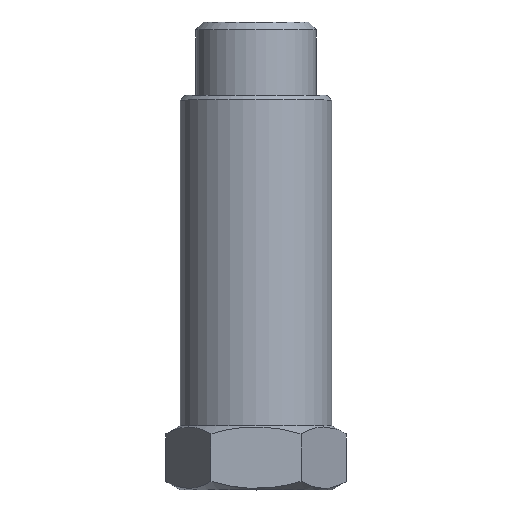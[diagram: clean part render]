
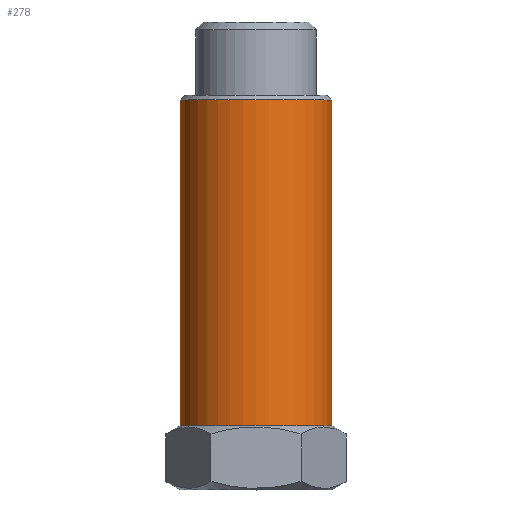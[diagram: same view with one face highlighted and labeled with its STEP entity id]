
A CAD part, top view. The second image highlights one B-rep face of the part: STEP entity #278.
In plain terms, the highlighted cylindrical face has radius 8.25 mm (diameter 16.5 mm), a full revolution.
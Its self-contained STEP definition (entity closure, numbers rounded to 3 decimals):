
#45=CYLINDRICAL_SURFACE('',#318,8.25);
#65=ORIENTED_EDGE('',*,*,#125,.F.);
#66=ORIENTED_EDGE('',*,*,#124,.T.);
#124=EDGE_CURVE('',#156,#156,#182,.T.);
#125=EDGE_CURVE('',#157,#157,#183,.T.);
#156=VERTEX_POINT('',#437);
#157=VERTEX_POINT('',#440);
#182=CIRCLE('',#317,8.25);
#183=CIRCLE('',#319,8.25);
#201=EDGE_LOOP('',(#65));
#202=EDGE_LOOP('',(#66));
#237=FACE_BOUND('',#201,.T.);
#238=FACE_BOUND('',#202,.T.);
#278=ADVANCED_FACE('',(#237,#238),#45,.T.);
#317=AXIS2_PLACEMENT_3D('',#436,#364,#365);
#318=AXIS2_PLACEMENT_3D('',#438,#366,#367);
#319=AXIS2_PLACEMENT_3D('',#439,#368,#369);
#364=DIRECTION('',(0.,-1.,0.));
#365=DIRECTION('',(0.,0.,-1.));
#366=DIRECTION('',(0.,-1.,0.));
#367=DIRECTION('',(0.,0.,-1.));
#368=DIRECTION('',(0.,-1.,0.));
#369=DIRECTION('',(0.,0.,-1.));
#436=CARTESIAN_POINT('',(0.,42.5,0.));
#437=CARTESIAN_POINT('',(0.,42.5,-8.25));
#438=CARTESIAN_POINT('',(0.,0.,0.));
#439=CARTESIAN_POINT('',(0.,7.,0.));
#440=CARTESIAN_POINT('',(0.,7.,-8.25));
